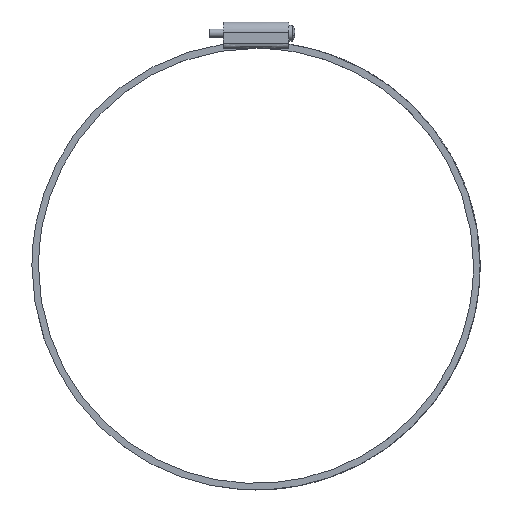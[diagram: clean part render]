
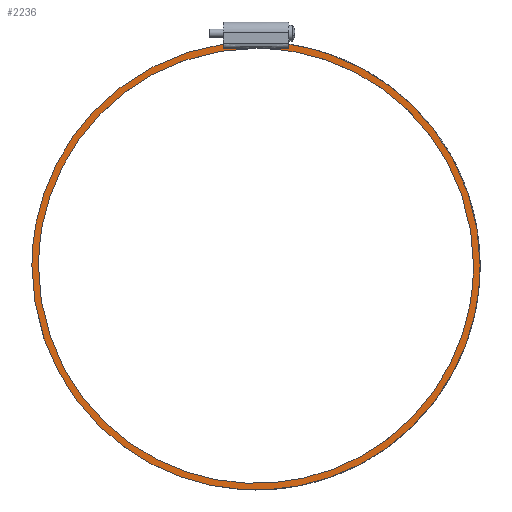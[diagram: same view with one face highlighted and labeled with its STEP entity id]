
A CAD part, top view. The second image highlights one B-rep face of the part: STEP entity #2236.
In plain terms, the highlighted free-form (B-spline) face has degree [1, 1] with [2, 2] control points.
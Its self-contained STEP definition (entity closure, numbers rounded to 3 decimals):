
#754 = VERTEX_POINT('',#755);
#755 = CARTESIAN_POINT('',(-229.679,-16.688,
    470.341));
#798 = VERTEX_POINT('',#799);
#799 = CARTESIAN_POINT('',(201.467,-16.688,
    470.341));
#804 = EDGE_CURVE('',#754,#798,#805,.T.);
#805 = ( BOUNDED_CURVE() B_SPLINE_CURVE(2,(#806,#807,#808,#809,#810),
.UNSPECIFIED.,.F.,.F.) B_SPLINE_CURVE_WITH_KNOTS((3,2,3),(3.142,
4.712,6.283),.PIECEWISE_BEZIER_KNOTS.) CURVE() 
GEOMETRIC_REPRESENTATION_ITEM() RATIONAL_B_SPLINE_CURVE((1.,
0.707,1.,0.707,1.)) REPRESENTATION_ITEM('') );
#806 = CARTESIAN_POINT('',(-229.679,-16.688,
    470.341));
#807 = CARTESIAN_POINT('',(-229.679,-232.261,
    470.341));
#808 = CARTESIAN_POINT('',(-14.106,-232.261,
    470.341));
#809 = CARTESIAN_POINT('',(201.467,-232.261,
    470.341));
#810 = CARTESIAN_POINT('',(201.467,-16.688,
    470.341));
#1434 = EDGE_CURVE('',#1435,#1437,#1439,.T.);
#1435 = VERTEX_POINT('',#1436);
#1436 = CARTESIAN_POINT('',(207.999,-16.688,
    470.341));
#1437 = VERTEX_POINT('',#1438);
#1438 = CARTESIAN_POINT('',(18.556,203.003,
    470.341));
#1439 = ( BOUNDED_CURVE() B_SPLINE_CURVE(2,(#1440,#1441,#1442),
.UNSPECIFIED.,.F.,.F.) B_SPLINE_CURVE_WITH_KNOTS((3,3),(0.,
1.423),.PIECEWISE_BEZIER_KNOTS.) CURVE() 
GEOMETRIC_REPRESENTATION_ITEM() RATIONAL_B_SPLINE_CURVE((1.,
0.757,1.)) REPRESENTATION_ITEM('') );
#1440 = CARTESIAN_POINT('',(207.999,-16.688,
    470.341));
#1441 = CARTESIAN_POINT('',(207.999,174.837,
    470.341));
#1442 = CARTESIAN_POINT('',(18.556,203.003,
    470.341));
#1500 = EDGE_CURVE('',#1501,#1435,#1503,.T.);
#1501 = VERTEX_POINT('',#1502);
#1502 = CARTESIAN_POINT('',(-236.212,-16.688,
    470.341));
#1503 = ( BOUNDED_CURVE() B_SPLINE_CURVE(2,(#1504,#1505,#1506,#1507,
#1508),.UNSPECIFIED.,.F.,.F.) B_SPLINE_CURVE_WITH_KNOTS((3,2,3),(
    3.142,4.712,6.283),
.PIECEWISE_BEZIER_KNOTS.) CURVE() GEOMETRIC_REPRESENTATION_ITEM() 
RATIONAL_B_SPLINE_CURVE((1.,0.707,1.,0.707,1.)) 
REPRESENTATION_ITEM('') );
#1504 = CARTESIAN_POINT('',(-236.212,-16.688,
    470.341));
#1505 = CARTESIAN_POINT('',(-236.212,-238.793,
    470.341));
#1506 = CARTESIAN_POINT('',(-14.106,-238.793,
    470.341));
#1507 = CARTESIAN_POINT('',(207.999,-238.793,
    470.341));
#1508 = CARTESIAN_POINT('',(207.999,-16.688,
    470.341));
#2236 = ADVANCED_FACE('',(#2237,#2275),#2290,.T.);
#2237 = FACE_BOUND('',#2238,.T.);
#2238 = EDGE_LOOP('',(#2239,#2248,#2255,#2261,#2262,#2263,#2270));
#2239 = ORIENTED_EDGE('',*,*,#2240,.T.);
#2240 = EDGE_CURVE('',#2241,#2243,#2245,.T.);
#2241 = VERTEX_POINT('',#2242);
#2242 = CARTESIAN_POINT('',(-14.106,198.885,
    470.341));
#2243 = VERTEX_POINT('',#2244);
#2244 = CARTESIAN_POINT('',(-46.769,198.885,
    470.341));
#2245 = B_SPLINE_CURVE_WITH_KNOTS('',1,(#2246,#2247),.UNSPECIFIED.,.F.,
  .F.,(2,2),(0.,25.),.PIECEWISE_BEZIER_KNOTS.);
#2246 = CARTESIAN_POINT('',(-14.106,198.885,
    470.341));
#2247 = CARTESIAN_POINT('',(-46.769,198.885,
    470.341));
#2248 = ORIENTED_EDGE('',*,*,#2249,.T.);
#2249 = EDGE_CURVE('',#2243,#2250,#2252,.T.);
#2250 = VERTEX_POINT('',#2251);
#2251 = CARTESIAN_POINT('',(-46.769,203.003,
    470.341));
#2252 = B_SPLINE_CURVE_WITH_KNOTS('',1,(#2253,#2254),.UNSPECIFIED.,.F.,
  .F.,(2,2),(165.,168.152),.PIECEWISE_BEZIER_KNOTS.);
#2253 = CARTESIAN_POINT('',(-46.769,198.885,
    470.341));
#2254 = CARTESIAN_POINT('',(-46.769,203.003,
    470.341));
#2255 = ORIENTED_EDGE('',*,*,#2256,.T.);
#2256 = EDGE_CURVE('',#2250,#1501,#2257,.T.);
#2257 = ( BOUNDED_CURVE() B_SPLINE_CURVE(2,(#2258,#2259,#2260),
.UNSPECIFIED.,.F.,.F.) B_SPLINE_CURVE_WITH_KNOTS((3,3),(1.718,
3.142),.PIECEWISE_BEZIER_KNOTS.) CURVE() 
GEOMETRIC_REPRESENTATION_ITEM() RATIONAL_B_SPLINE_CURVE((1.,
0.757,1.)) REPRESENTATION_ITEM('') );
#2258 = CARTESIAN_POINT('',(-46.769,203.003,
    470.341));
#2259 = CARTESIAN_POINT('',(-236.212,174.837,
    470.341));
#2260 = CARTESIAN_POINT('',(-236.212,-16.688,
    470.341));
#2261 = ORIENTED_EDGE('',*,*,#1500,.T.);
#2262 = ORIENTED_EDGE('',*,*,#1434,.T.);
#2263 = ORIENTED_EDGE('',*,*,#2264,.T.);
#2264 = EDGE_CURVE('',#1437,#2265,#2267,.T.);
#2265 = VERTEX_POINT('',#2266);
#2266 = CARTESIAN_POINT('',(18.556,198.885,
    470.341));
#2267 = B_SPLINE_CURVE_WITH_KNOTS('',1,(#2268,#2269),.UNSPECIFIED.,.F.,
  .F.,(2,2),(-168.152,-165.),.PIECEWISE_BEZIER_KNOTS.);
#2268 = CARTESIAN_POINT('',(18.556,203.003,
    470.341));
#2269 = CARTESIAN_POINT('',(18.556,198.885,
    470.341));
#2270 = ORIENTED_EDGE('',*,*,#2271,.T.);
#2271 = EDGE_CURVE('',#2265,#2241,#2272,.T.);
#2272 = B_SPLINE_CURVE_WITH_KNOTS('',1,(#2273,#2274),.UNSPECIFIED.,.F.,
  .F.,(2,2),(-25.,0.),.PIECEWISE_BEZIER_KNOTS.);
#2273 = CARTESIAN_POINT('',(18.556,198.885,
    470.341));
#2274 = CARTESIAN_POINT('',(-14.106,198.885,
    470.341));
#2275 = FACE_BOUND('',#2276,.T.);
#2276 = EDGE_LOOP('',(#2277,#2283,#2284));
#2277 = ORIENTED_EDGE('',*,*,#2278,.F.);
#2278 = EDGE_CURVE('',#798,#2241,#2279,.T.);
#2279 = ( BOUNDED_CURVE() B_SPLINE_CURVE(2,(#2280,#2281,#2282),
.UNSPECIFIED.,.F.,.F.) B_SPLINE_CURVE_WITH_KNOTS((3,3),(0.,
1.571),.PIECEWISE_BEZIER_KNOTS.) CURVE() 
GEOMETRIC_REPRESENTATION_ITEM() RATIONAL_B_SPLINE_CURVE((1.,
0.707,1.)) REPRESENTATION_ITEM('') );
#2280 = CARTESIAN_POINT('',(201.467,-16.688,
    470.341));
#2281 = CARTESIAN_POINT('',(201.467,198.885,
    470.341));
#2282 = CARTESIAN_POINT('',(-14.106,198.885,
    470.341));
#2283 = ORIENTED_EDGE('',*,*,#804,.F.);
#2284 = ORIENTED_EDGE('',*,*,#2285,.F.);
#2285 = EDGE_CURVE('',#2241,#754,#2286,.T.);
#2286 = ( BOUNDED_CURVE() B_SPLINE_CURVE(2,(#2287,#2288,#2289),
.UNSPECIFIED.,.F.,.F.) B_SPLINE_CURVE_WITH_KNOTS((3,3),(1.571,
3.142),.PIECEWISE_BEZIER_KNOTS.) CURVE() 
GEOMETRIC_REPRESENTATION_ITEM() RATIONAL_B_SPLINE_CURVE((1.,
0.707,1.)) REPRESENTATION_ITEM('') );
#2287 = CARTESIAN_POINT('',(-14.106,198.885,
    470.341));
#2288 = CARTESIAN_POINT('',(-229.679,198.885,
    470.341));
#2289 = CARTESIAN_POINT('',(-229.679,-16.688,
    470.341));
#2290 = B_SPLINE_SURFACE_WITH_KNOTS('',1,1,(
    (#2291,#2292)
    ,(#2293,#2294
    )),.UNSPECIFIED.,.F.,.F.,.F.,(2,2),(2,2),(-170.,170.),(-170.,
    168.152),.PIECEWISE_BEZIER_KNOTS.);
#2291 = CARTESIAN_POINT('',(-236.212,-238.793,
    470.341));
#2292 = CARTESIAN_POINT('',(-236.212,203.003,
    470.341));
#2293 = CARTESIAN_POINT('',(207.999,-238.793,
    470.341));
#2294 = CARTESIAN_POINT('',(207.999,203.003,
    470.341));
